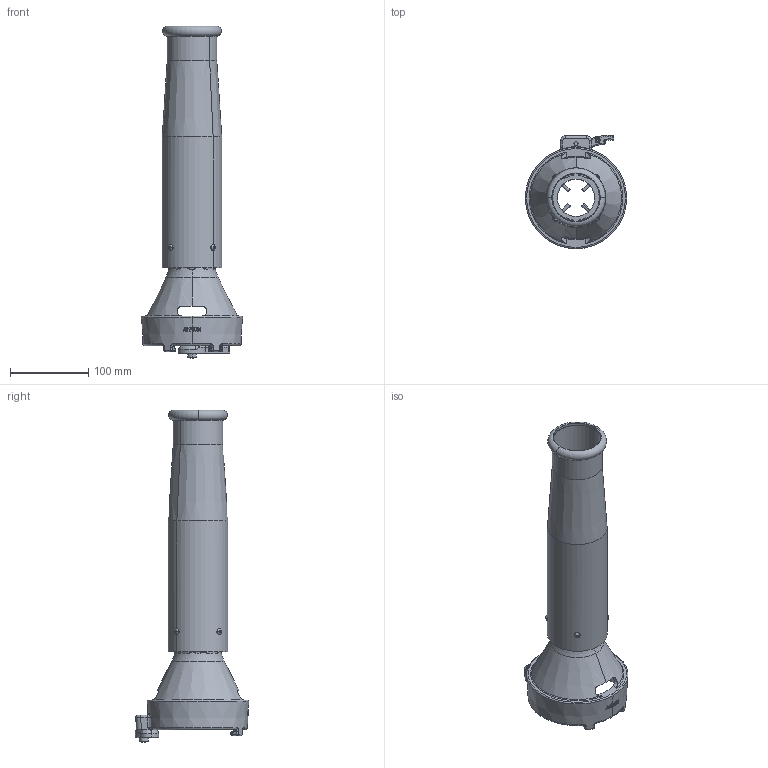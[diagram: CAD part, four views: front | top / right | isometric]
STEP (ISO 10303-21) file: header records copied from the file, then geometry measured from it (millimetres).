
FILE_DESCRIPTION((''),'2;1');
FILE_NAME('D30684_SW0001','2013-01-21T',('jhabe'),(''),'PRO/ENGINEER BY PARAMETRIC TECHNOLOGY CORPORATION, 2011310','PRO/ENGINEER BY PARAMETRIC TECHNOLOGY CORPORATION, 2011310','');
FILE_SCHEMA(('CONFIG_CONTROL_DESIGN'));
Length unit declared in the file: inch
Products named in the file (1): D30684_SW0001
Bounding box: 129.23 x 144.83 x 423.37 mm (x, y, z)
Surface area: 239980.5 mm2 (no closed solid volume)
Topology: 0 solids, 15 shells, 412 faces, 1236 edges, 821 vertices
Faces by surface type: cylinder 105, bspline 99, plane 88, torus 61, cone 53, sphere 6
Entity records: 18984 total; most frequent: CARTESIAN_POINT 9000, ORIENTED_EDGE 2189, DIRECTION 1781, EDGE_CURVE 1236, VERTEX_POINT 821, AXIS2_PLACEMENT_3D 743, B_SPLINE_CURVE_WITH_KNOTS 511, EDGE_LOOP 441
